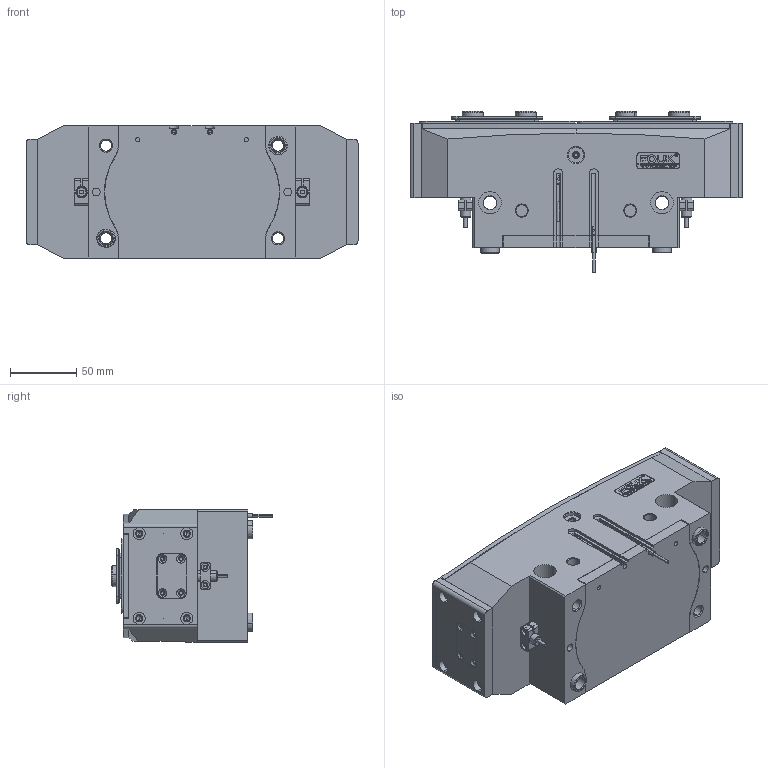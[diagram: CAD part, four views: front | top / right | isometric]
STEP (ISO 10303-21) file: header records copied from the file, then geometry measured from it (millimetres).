
FILE_DESCRIPTION (( 'STEP AP203' ), '1' );
FILE_NAME ('FR99-228-S-P.STEP', '2025-05-06T09:01:26', ( 'USER-' ), ( 'Microsoft' ), 'SwSTEP 2.0', 'SolidWorks 2018', '' );
FILE_SCHEMA (( 'CONFIG_CONTROL_DESIGN' ));
Length unit declared in the file: millimetre
Products named in the file (20): 内六角圆柱头螺钉[GBT70_1-2008][M2.5×8]_M2.5×8; 揤輸蚾饜极; TRT99-234-SX-02 喘倛賑輸; TRT99-234-M-14 忒硌薊啣; TRT99-234-MX-01 喘倛褲极; TRT99-234-M-11 奻葡裔啣; TR240-15耜猾苤裔耀倰; 32x12-R2; 揤輸杅耀.sldasm-Part-9; ﾏ擎ﾗ14｡ﾁ10｡ﾁ8; FR99-228-S-P; TRT99-234-MX-05菁裔啣; TRT99-234莉こ饜滅鳥; 8x30諉輪羲壽; TRT99-234-M-13 移动挡板(默认); 棠羲換覜ん; P-GS-T-01 喘倛蚚標釱; TRT99-234-M-12 耜猾极; TRT99-234-MX-06 笢猾え; ﾏ擎ﾗ16｡ﾁ12｡ﾁ16
Assembly tree (33 placements, depth 3):
  FR99-228-S-P
    TRT99-234-MX-01 喘倛褲极
    TRT99-234-MX-05菁裔啣
    TRT99-234-MX-06 笢猾え
    P-GS-T-01 喘倛蚚標釱  x2
    8x30諉輪羲壽  x2
    揤輸蚾饜极  x2
      揤輸杅耀.sldasm-Part-9
      内六角圆柱头螺钉[GBT70_1-2008][M2.5×8]_M2.5×8
    32x12-R2
    棠羲換覜ん  x2
    TRT99-234-SX-02 喘倛賑輸  x2
    TRT99-234莉こ饜滅鳥
      TRT99-234-M-11 奻葡裔啣
      TRT99-234-M-12 耜猾极  x2
      TRT99-234-M-14 忒硌薊啣  x2
      TRT99-234-M-13 移动挡板(默认)  x2
    ﾏ擎ﾗ16｡ﾁ12｡ﾁ16  x4
    TR240-15耜猾苤裔耀倰  x2
    ﾏ擎ﾗ14｡ﾁ10｡ﾁ8  x2
Bounding box: 251 x 121.85 x 100 mm (x, y, z)
Volume: 1801343.5 mm3; surface area: 344913.3 mm2
Topology: 33 solids, 41 shells, 1857 faces, 4725 edges, 2987 vertices
Faces by surface type: plane 756, cylinder 593, cone 337, bspline 155, torus 16
Entity records: 50450 total; most frequent: CARTESIAN_POINT 14282, ORIENTED_EDGE 7066, DIRECTION 6752, EDGE_CURVE 3533, AXIS2_PLACEMENT_3D 2293, VERTEX_POINT 2289, LINE 2166, VECTOR 2166
